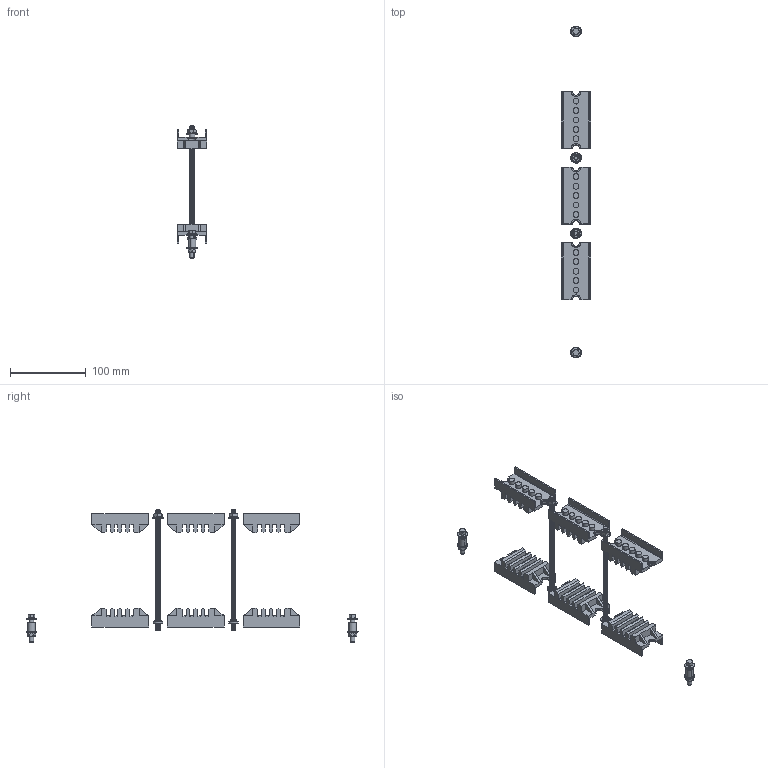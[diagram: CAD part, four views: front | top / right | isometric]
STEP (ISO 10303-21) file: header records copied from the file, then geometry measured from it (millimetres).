
FILE_DESCRIPTION(('STEP AP203'),'1');
FILE_NAME('cabs4-5t-mod.stp','2024-09-06T09:23:01',('TraceParts'),('TraceParts S.A.'),'Spatial InterOp 3D',' ',' ');
FILE_SCHEMA(('CONFIG_CONTROL_DESIGN'));
Length unit declared in the file: millimetre
Products named in the file (1): 1
Bounding box: 39 x 439.2 x 175 mm (x, y, z)
Volume: 191707.5 mm3; surface area: 106937.4 mm2
Topology: 18 solids, 18 shells, 3266 faces, 7120 edges, 3924 vertices
Faces by surface type: cone 1544, cylinder 1004, plane 658, bspline 36, torus 24
Entity records: 88348 total; most frequent: CARTESIAN_POINT 16568, DIRECTION 16148, ORIENTED_EDGE 14240, EDGE_CURVE 7120, AXIS2_PLACEMENT_3D 6164, VERTEX_POINT 3924, LINE 3820, VECTOR 3820
